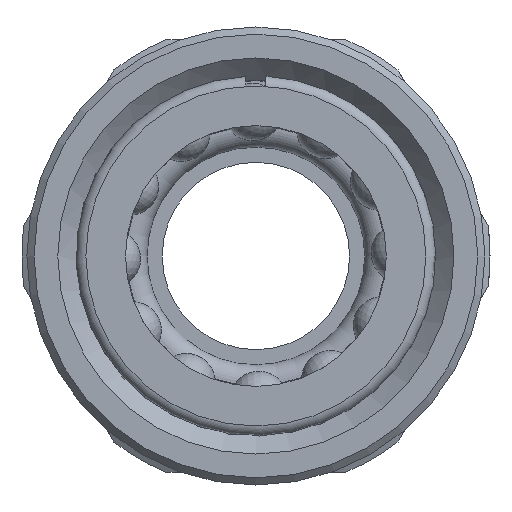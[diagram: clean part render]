
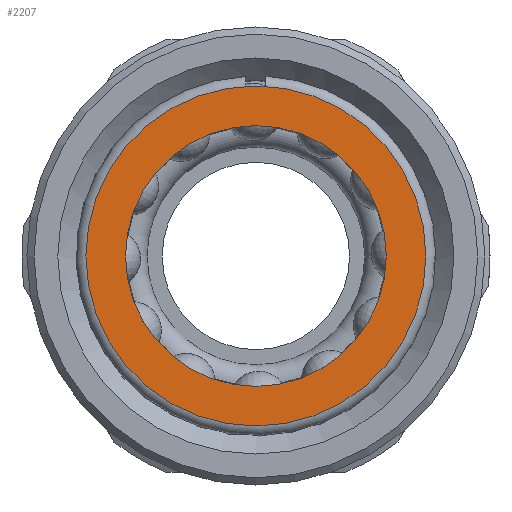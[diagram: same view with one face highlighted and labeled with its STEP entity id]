
A CAD part, front view. The second image highlights one B-rep face of the part: STEP entity #2207.
In plain terms, the highlighted planar face has unit normal (0, -1, 0).
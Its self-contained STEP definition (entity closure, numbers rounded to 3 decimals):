
#170=PLANE('',#2383);
#490=ORIENTED_EDGE('',*,*,#672,.F.);
#491=ORIENTED_EDGE('',*,*,#710,.T.);
#672=EDGE_CURVE('',#827,#827,#927,.T.);
#710=EDGE_CURVE('',#853,#853,#941,.T.);
#827=VERTEX_POINT('',#3298);
#853=VERTEX_POINT('',#3796);
#927=CIRCLE('',#2344,9.05);
#941=CIRCLE('',#2384,11.8);
#1107=EDGE_LOOP('',(#490));
#1108=EDGE_LOOP('',(#491));
#1330=FACE_BOUND('',#1107,.T.);
#1331=FACE_BOUND('',#1108,.T.);
#2207=ADVANCED_FACE('',(#1330,#1331),#170,.T.);
#2344=AXIS2_PLACEMENT_3D('',#3297,#2654,#2655);
#2383=AXIS2_PLACEMENT_3D('',#3794,#2732,#2733);
#2384=AXIS2_PLACEMENT_3D('',#3795,#2734,#2735);
#2654=DIRECTION('',(0.,-1.,0.));
#2655=DIRECTION('',(0.,0.,-1.));
#2732=DIRECTION('',(0.,-1.,0.));
#2733=DIRECTION('',(0.,0.,-1.));
#2734=DIRECTION('',(0.,-1.,0.));
#2735=DIRECTION('',(1.,0.,0.));
#3297=CARTESIAN_POINT('',(0.,0.,0.));
#3298=CARTESIAN_POINT('',(0.,0.,-9.05));
#3794=CARTESIAN_POINT('',(-8.66,0.,-15.));
#3795=CARTESIAN_POINT('',(0.,0.,0.));
#3796=CARTESIAN_POINT('',(11.8,0.,0.));
